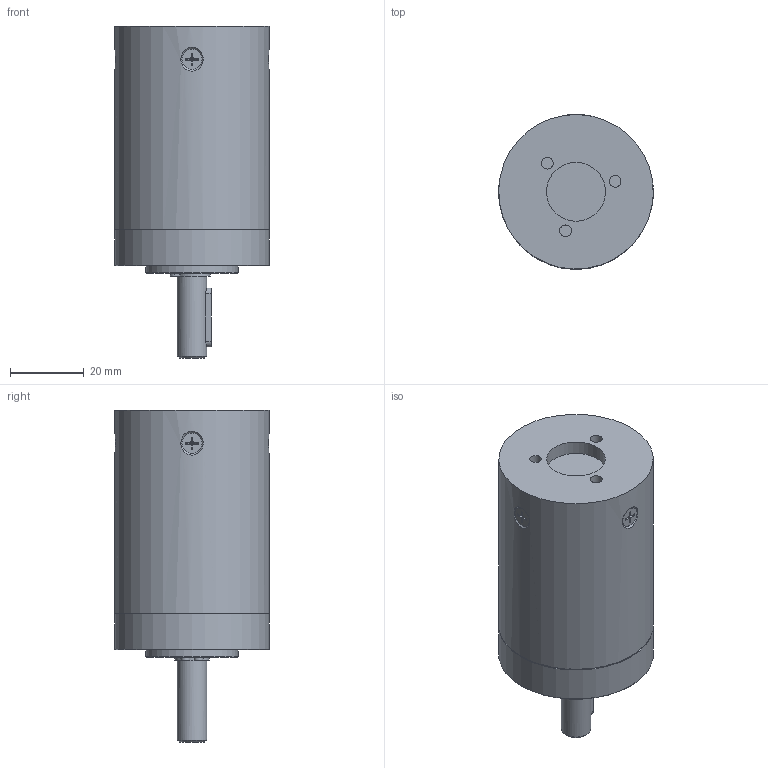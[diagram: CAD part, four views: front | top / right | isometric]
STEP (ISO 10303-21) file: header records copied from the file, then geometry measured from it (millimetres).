
FILE_DESCRIPTION(/* description */ (''),/* implementation_level */ '2;1');
FILE_NAME(/* name */ 'GP42-N2-XX-SRR.stp',/* time_stamp */ '2022-11-04T17:08:03+01:00',/* author */ ('kaiming.cao'),/* organization */ (''),/* preprocessor_version */ 'ST-DEVELOPER v18.1',/* originating_system */ 'Autodesk Inventor 2021',/* authorisation */ '');
FILE_SCHEMA (('AUTOMOTIVE_DESIGN { 1 0 10303 214 3 1 1 }'));
Length unit declared in the file: millimetre
Products named in the file (1): D-00005032
Bounding box: 42 x 42 x 90.2 mm (x, y, z)
Volume: 91139.6 mm3; surface area: 13235.3 mm2
Topology: 1 solids, 1 shells, 159 faces, 422 edges, 278 vertices
Faces by surface type: plane 56, cone 54, cylinder 33, torus 16
Full cylindrical faces by diameter (mm): 1.2 x2, 2.459 x5, 3.2 x3, 3.242 x4, 5.5 x4, 8 x1, 16 x1, 25 x1, 42 x2
Entity records: 5576 total; most frequent: CARTESIAN_POINT 1517, ORIENTED_EDGE 818, DIRECTION 788, EDGE_CURVE 409, AXIS2_PLACEMENT_3D 309, VERTEX_POINT 278, EDGE_LOOP 185, LINE 170
